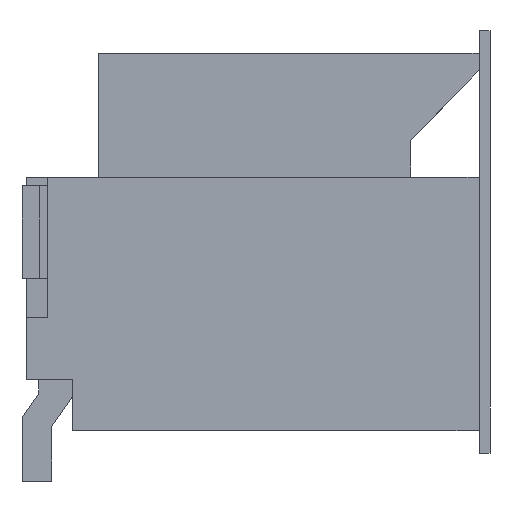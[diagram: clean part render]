
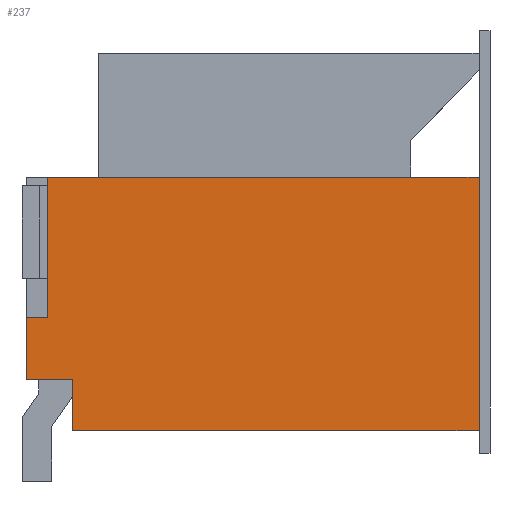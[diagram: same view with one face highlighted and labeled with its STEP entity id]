
A CAD part, left-side view. The second image highlights one B-rep face of the part: STEP entity #237.
In plain terms, the highlighted planar face has unit normal (-1, 0, 0).
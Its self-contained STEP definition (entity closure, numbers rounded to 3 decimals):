
#60=FACE_OUTER_BOUND('',#619,.T.);
#237=ADVANCED_FACE('',(#60),#416,.T.);
#416=PLANE('',#3594);
#619=EDGE_LOOP('',(#924,#925,#926,#927,#928,#929,#930,#931));
#924=ORIENTED_EDGE('',*,*,#2229,.F.);
#925=ORIENTED_EDGE('',*,*,#2225,.T.);
#926=ORIENTED_EDGE('',*,*,#2230,.T.);
#927=ORIENTED_EDGE('',*,*,#2231,.T.);
#928=ORIENTED_EDGE('',*,*,#2232,.T.);
#929=ORIENTED_EDGE('',*,*,#2198,.F.);
#930=ORIENTED_EDGE('',*,*,#2212,.F.);
#931=ORIENTED_EDGE('',*,*,#2113,.F.);
#1780=VERTEX_POINT('',#4632);
#1783=VERTEX_POINT('',#4637);
#1864=VERTEX_POINT('',#4808);
#1865=VERTEX_POINT('',#4810);
#1883=VERTEX_POINT('',#4858);
#1884=VERTEX_POINT('',#4860);
#1886=VERTEX_POINT('',#4868);
#1887=VERTEX_POINT('',#4870);
#2113=EDGE_CURVE('',#1783,#1780,#2608,.T.);
#2198=EDGE_CURVE('',#1864,#1865,#2693,.T.);
#2212=EDGE_CURVE('',#1780,#1864,#2707,.T.);
#2225=EDGE_CURVE('',#1884,#1883,#2720,.T.);
#2229=EDGE_CURVE('',#1884,#1783,#2724,.T.);
#2230=EDGE_CURVE('',#1883,#1886,#2725,.T.);
#2231=EDGE_CURVE('',#1886,#1887,#2726,.T.);
#2232=EDGE_CURVE('',#1887,#1865,#2727,.T.);
#2608=LINE('',#4638,#3097);
#2693=LINE('',#4809,#3182);
#2707=LINE('',#4835,#3196);
#2720=LINE('',#4859,#3209);
#2724=LINE('',#4866,#3213);
#2725=LINE('',#4867,#3214);
#2726=LINE('',#4869,#3215);
#2727=LINE('',#4871,#3216);
#3097=VECTOR('',#3774,1.);
#3182=VECTOR('',#3869,1.);
#3196=VECTOR('',#3887,1.);
#3209=VECTOR('',#3904,1.);
#3213=VECTOR('',#3910,1.);
#3214=VECTOR('',#3911,1.);
#3215=VECTOR('',#3912,1.);
#3216=VECTOR('',#3913,1.);
#3594=AXIS2_PLACEMENT_3D('',#4872,#3914,#3915);
#3774=DIRECTION('',(0.,0.,1.));
#3869=DIRECTION('',(0.,0.,-1.));
#3887=DIRECTION('',(0.,-1.,0.));
#3904=DIRECTION('',(0.,0.,-1.));
#3910=DIRECTION('',(0.,-1.,0.));
#3911=DIRECTION('',(0.,-1.,0.));
#3912=DIRECTION('',(0.,0.,-1.));
#3913=DIRECTION('',(0.,-1.,0.));
#3914=DIRECTION('',(-1.,0.,0.));
#3915=DIRECTION('',(0.,0.,1.));
#4632=CARTESIAN_POINT('',(-5.,6.,2.945));
#4637=CARTESIAN_POINT('',(-5.,6.,1.285));
#4638=CARTESIAN_POINT('',(-5.,6.,1.285));
#4808=CARTESIAN_POINT('',(-5.,0.89,2.945));
#4809=CARTESIAN_POINT('',(-5.,0.89,2.945));
#4810=CARTESIAN_POINT('',(-5.,0.89,-0.055));
#4835=CARTESIAN_POINT('',(-5.,6.25,2.945));
#4858=CARTESIAN_POINT('',(-5.,6.25,0.545));
#4859=CARTESIAN_POINT('',(-5.,6.25,2.945));
#4860=CARTESIAN_POINT('',(-5.,6.25,1.285));
#4866=CARTESIAN_POINT('',(-5.,6.25,1.285));
#4867=CARTESIAN_POINT('',(-5.,6.25,0.545));
#4868=CARTESIAN_POINT('',(-5.,5.7,0.545));
#4869=CARTESIAN_POINT('',(-5.,5.7,0.545));
#4870=CARTESIAN_POINT('',(-5.,5.7,-0.055));
#4871=CARTESIAN_POINT('',(-5.,6.25,-0.055));
#4872=CARTESIAN_POINT('',(-5.,6.25,2.945));
